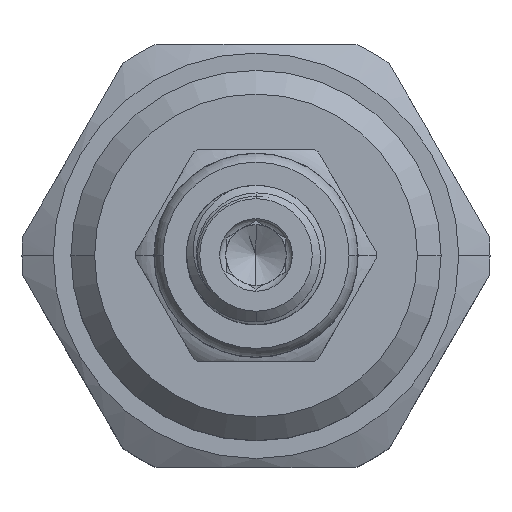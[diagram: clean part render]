
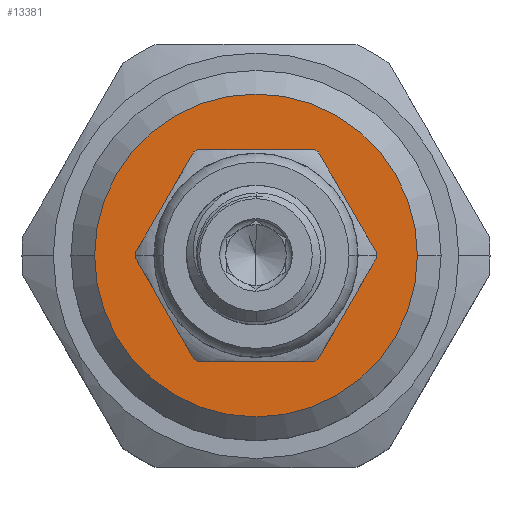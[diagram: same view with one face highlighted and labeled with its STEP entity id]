
A CAD part, top view. The second image highlights one B-rep face of the part: STEP entity #13381.
In plain terms, the highlighted planar face has unit normal (0, 0, 1).
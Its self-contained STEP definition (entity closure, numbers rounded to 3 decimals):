
#766 = DIRECTION ( 'NONE',  ( -1., 0., 0. ) ) ;
#948 = ORIENTED_EDGE ( 'NONE', *, *, #7348, .T. ) ;
#966 = VERTEX_POINT ( 'NONE', #12982 ) ;
#1199 = EDGE_LOOP ( 'NONE', ( #5092, #5388 ) ) ;
#1436 = FACE_BOUND ( 'NONE', #1199, .T. ) ;
#2106 = CARTESIAN_POINT ( 'NONE',  ( -6.875, 0., 58.42 ) ) ;
#2537 = AXIS2_PLACEMENT_3D ( 'NONE', #13653, #10348, #2784 ) ;
#2784 = DIRECTION ( 'NONE',  ( -1., 0., 0. ) ) ;
#2858 = CARTESIAN_POINT ( 'NONE',  ( -10.9, 0., 58.42 ) ) ;
#3534 = CIRCLE ( 'NONE', #6462, 10.9 ) ;
#3756 = CIRCLE ( 'NONE', #12064, 10.9 ) ;
#3953 = EDGE_CURVE ( 'NONE', #11988, #4310, #3756, .T. ) ;
#3962 = DIRECTION ( 'NONE',  ( 0., 0., 1. ) ) ;
#4310 = VERTEX_POINT ( 'NONE', #2858 ) ;
#4605 = ORIENTED_EDGE ( 'NONE', *, *, #3953, .T. ) ;
#4742 = CIRCLE ( 'NONE', #2537, 6.875 ) ;
#4911 = EDGE_CURVE ( 'NONE', #966, #8892, #9802, .T. ) ;
#5021 = CARTESIAN_POINT ( 'NONE',  ( 0., 0., 58.42 ) ) ;
#5092 = ORIENTED_EDGE ( 'NONE', *, *, #4911, .T. ) ;
#5388 = ORIENTED_EDGE ( 'NONE', *, *, #5681, .T. ) ;
#5553 = DIRECTION ( 'NONE',  ( 1., 0., 0. ) ) ;
#5681 = EDGE_CURVE ( 'NONE', #8892, #966, #4742, .T. ) ;
#6159 = DIRECTION ( 'NONE',  ( 1., 0., 0. ) ) ;
#6462 = AXIS2_PLACEMENT_3D ( 'NONE', #12435, #3962, #6159 ) ;
#6707 = AXIS2_PLACEMENT_3D ( 'NONE', #9346, #13525, #766 ) ;
#7191 = DIRECTION ( 'NONE',  ( 0., 0., 1. ) ) ;
#7348 = EDGE_CURVE ( 'NONE', #4310, #11988, #3534, .T. ) ;
#7751 = AXIS2_PLACEMENT_3D ( 'NONE', #5021, #7191, #10316 ) ;
#8080 = PLANE ( 'NONE',  #7751 ) ;
#8892 = VERTEX_POINT ( 'NONE', #2106 ) ;
#9346 = CARTESIAN_POINT ( 'NONE',  ( 0., 0., 58.42 ) ) ;
#9352 = FACE_OUTER_BOUND ( 'NONE', #12189, .T. ) ;
#9802 = CIRCLE ( 'NONE', #6707, 6.875 ) ;
#10316 = DIRECTION ( 'NONE',  ( 1., 0., 0. ) ) ;
#10348 = DIRECTION ( 'NONE',  ( 0., 0., -1. ) ) ;
#10892 = CARTESIAN_POINT ( 'NONE',  ( 0., 0., 58.42 ) ) ;
#10944 = CARTESIAN_POINT ( 'NONE',  ( 10.9, 0., 58.42 ) ) ;
#11873 = DIRECTION ( 'NONE',  ( 0., 0., 1. ) ) ;
#11988 = VERTEX_POINT ( 'NONE', #10944 ) ;
#12064 = AXIS2_PLACEMENT_3D ( 'NONE', #10892, #11873, #5553 ) ;
#12189 = EDGE_LOOP ( 'NONE', ( #948, #4605 ) ) ;
#12435 = CARTESIAN_POINT ( 'NONE',  ( 0., 0., 58.42 ) ) ;
#12982 = CARTESIAN_POINT ( 'NONE',  ( 6.875, 0., 58.42 ) ) ;
#13381 = ADVANCED_FACE ( 'NONE', ( #1436, #9352 ), #8080, .T. ) ;
#13525 = DIRECTION ( 'NONE',  ( 0., 0., -1. ) ) ;
#13653 = CARTESIAN_POINT ( 'NONE',  ( 0., 0., 58.42 ) ) ;
